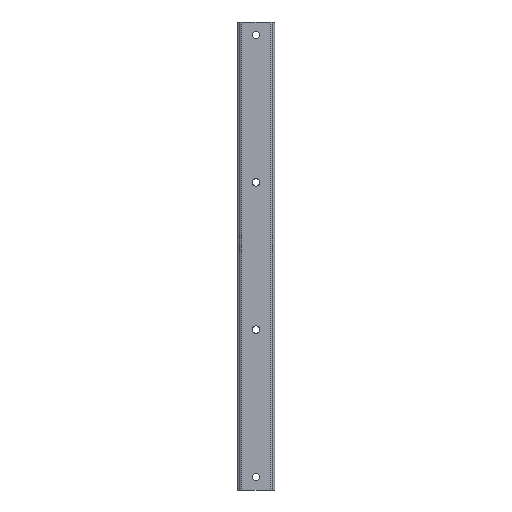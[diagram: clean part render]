
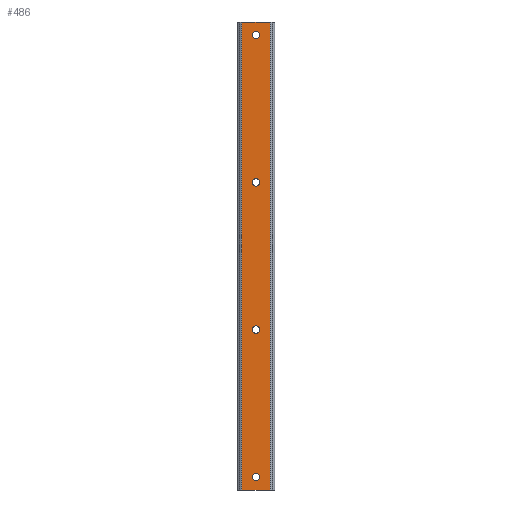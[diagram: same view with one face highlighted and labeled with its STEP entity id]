
A CAD part, front view. The second image highlights one B-rep face of the part: STEP entity #486.
In plain terms, the highlighted planar face has unit normal (0, -1, 0).
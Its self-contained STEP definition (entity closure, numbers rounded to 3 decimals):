
#9 = CARTESIAN_POINT ( 'NONE',  ( -12., 10., 198.5 ) ) ;
#27 = DIRECTION ( 'NONE',  ( 0., 0., -1. ) ) ;
#34 = CARTESIAN_POINT ( 'NONE',  ( 0., 10., 59.25 ) ) ;
#39 = VECTOR ( 'NONE', #27, 1000. ) ;
#50 = VERTEX_POINT ( 'NONE', #830 ) ;
#58 = DIRECTION ( 'NONE',  ( 0., 0., 1. ) ) ;
#79 = FACE_OUTER_BOUND ( 'NONE', #944, .T. ) ;
#94 = CARTESIAN_POINT ( 'NONE',  ( -12., 10., -198.5 ) ) ;
#118 = CARTESIAN_POINT ( 'NONE',  ( 0., 10., -187.5 ) ) ;
#122 = LINE ( 'NONE', #1556, #1282 ) ;
#124 = DIRECTION ( 'NONE',  ( 0., 1., 0. ) ) ;
#126 = VERTEX_POINT ( 'NONE', #1081 ) ;
#178 = CARTESIAN_POINT ( 'NONE',  ( 0., 10., 65.75 ) ) ;
#195 = DIRECTION ( 'NONE',  ( 0., 0., 1. ) ) ;
#197 = DIRECTION ( 'NONE',  ( 0., 0., 1. ) ) ;
#200 = EDGE_CURVE ( 'NONE', #50, #1512, #504, .T. ) ;
#208 = DIRECTION ( 'NONE',  ( 0., 1., 0. ) ) ;
#211 = AXIS2_PLACEMENT_3D ( 'NONE', #435, #1412, #687 ) ;
#225 = CIRCLE ( 'NONE', #818, 3.25 ) ;
#229 = FACE_BOUND ( 'NONE', #796, .T. ) ;
#267 = VECTOR ( 'NONE', #935, 1000. ) ;
#293 = CARTESIAN_POINT ( 'NONE',  ( 12., 10., 198.5 ) ) ;
#307 = CARTESIAN_POINT ( 'NONE',  ( 0., 10., -62.5 ) ) ;
#323 = FACE_BOUND ( 'NONE', #834, .T. ) ;
#350 = CARTESIAN_POINT ( 'NONE',  ( 12., 10., -198.5 ) ) ;
#360 = ORIENTED_EDGE ( 'NONE', *, *, #693, .T. ) ;
#366 = LINE ( 'NONE', #9, #39 ) ;
#415 = EDGE_CURVE ( 'NONE', #1233, #1244, #1196, .T. ) ;
#430 = AXIS2_PLACEMENT_3D ( 'NONE', #118, #1478, #597 ) ;
#435 = CARTESIAN_POINT ( 'NONE',  ( 12.268, 10., 198.5 ) ) ;
#438 = DIRECTION ( 'NONE',  ( 0., 0., 1. ) ) ;
#450 = DIRECTION ( 'NONE',  ( 0., 1., 0. ) ) ;
#462 = VERTEX_POINT ( 'NONE', #178 ) ;
#473 = EDGE_CURVE ( 'NONE', #979, #1244, #847, .T. ) ;
#486 = ADVANCED_FACE ( 'NONE', ( #775, #229, #323, #1103, #79 ), #553, .F. ) ;
#504 = CIRCLE ( 'NONE', #430, 3.25 ) ;
#539 = ORIENTED_EDGE ( 'NONE', *, *, #1213, .T. ) ;
#553 = PLANE ( 'NONE',  #211 ) ;
#575 = DIRECTION ( 'NONE',  ( 0., 0., 1. ) ) ;
#578 = DIRECTION ( 'NONE',  ( 0., 0., 1. ) ) ;
#585 = DIRECTION ( 'NONE',  ( 0., 0., 1. ) ) ;
#595 = CARTESIAN_POINT ( 'NONE',  ( -12., 10., 198.5 ) ) ;
#597 = DIRECTION ( 'NONE',  ( 0., 0., 1. ) ) ;
#622 = ORIENTED_EDGE ( 'NONE', *, *, #1117, .T. ) ;
#647 = VERTEX_POINT ( 'NONE', #1405 ) ;
#663 = ORIENTED_EDGE ( 'NONE', *, *, #739, .T. ) ;
#675 = DIRECTION ( 'NONE',  ( 0., 1., 0. ) ) ;
#687 = DIRECTION ( 'NONE',  ( -1., 0., 0. ) ) ;
#692 = EDGE_CURVE ( 'NONE', #126, #765, #1323, .T. ) ;
#693 = EDGE_CURVE ( 'NONE', #1197, #647, #1341, .T. ) ;
#698 = CARTESIAN_POINT ( 'NONE',  ( 0., 10., 62.5 ) ) ;
#704 = CARTESIAN_POINT ( 'NONE',  ( 0., 10., -62.5 ) ) ;
#713 = EDGE_CURVE ( 'NONE', #462, #1528, #1375, .T. ) ;
#739 = EDGE_CURVE ( 'NONE', #743, #979, #122, .T. ) ;
#743 = VERTEX_POINT ( 'NONE', #94 ) ;
#758 = ORIENTED_EDGE ( 'NONE', *, *, #692, .T. ) ;
#765 = VERTEX_POINT ( 'NONE', #1433 ) ;
#775 = FACE_BOUND ( 'NONE', #972, .T. ) ;
#785 = CIRCLE ( 'NONE', #826, 3.25 ) ;
#796 = EDGE_LOOP ( 'NONE', ( #622, #360 ) ) ;
#799 = DIRECTION ( 'NONE',  ( 0., 1., 0. ) ) ;
#817 = DIRECTION ( 'NONE',  ( 1., 0., 0. ) ) ;
#818 = AXIS2_PLACEMENT_3D ( 'NONE', #950, #208, #575 ) ;
#826 = AXIS2_PLACEMENT_3D ( 'NONE', #1287, #675, #58 ) ;
#830 = CARTESIAN_POINT ( 'NONE',  ( 0., 10., -184.25 ) ) ;
#834 = EDGE_LOOP ( 'NONE', ( #1557, #539 ) ) ;
#847 = LINE ( 'NONE', #293, #1429 ) ;
#872 = AXIS2_PLACEMENT_3D ( 'NONE', #1416, #799, #197 ) ;
#887 = CIRCLE ( 'NONE', #900, 3.25 ) ;
#900 = AXIS2_PLACEMENT_3D ( 'NONE', #1100, #124, #1459 ) ;
#917 = EDGE_LOOP ( 'NONE', ( #758, #962 ) ) ;
#932 = ORIENTED_EDGE ( 'NONE', *, *, #1584, .T. ) ;
#935 = DIRECTION ( 'NONE',  ( 1., 0., 0. ) ) ;
#944 = EDGE_LOOP ( 'NONE', ( #663, #1568, #1363, #973 ) ) ;
#950 = CARTESIAN_POINT ( 'NONE',  ( 0., 10., 187.5 ) ) ;
#962 = ORIENTED_EDGE ( 'NONE', *, *, #1187, .T. ) ;
#972 = EDGE_LOOP ( 'NONE', ( #1506, #932 ) ) ;
#973 = ORIENTED_EDGE ( 'NONE', *, *, #1383, .T. ) ;
#979 = VERTEX_POINT ( 'NONE', #350 ) ;
#1000 = CIRCLE ( 'NONE', #1508, 3.25 ) ;
#1016 = AXIS2_PLACEMENT_3D ( 'NONE', #698, #1084, #585 ) ;
#1081 = CARTESIAN_POINT ( 'NONE',  ( 0., 10., 190.75 ) ) ;
#1084 = DIRECTION ( 'NONE',  ( 0., 1., 0. ) ) ;
#1100 = CARTESIAN_POINT ( 'NONE',  ( 0., 10., 62.5 ) ) ;
#1103 = FACE_BOUND ( 'NONE', #917, .T. ) ;
#1117 = EDGE_CURVE ( 'NONE', #647, #1197, #1000, .T. ) ;
#1174 = DIRECTION ( 'NONE',  ( 0., 1., 0. ) ) ;
#1187 = EDGE_CURVE ( 'NONE', #765, #126, #225, .T. ) ;
#1196 = LINE ( 'NONE', #1431, #267 ) ;
#1197 = VERTEX_POINT ( 'NONE', #1444 ) ;
#1213 = EDGE_CURVE ( 'NONE', #1528, #462, #887, .T. ) ;
#1233 = VERTEX_POINT ( 'NONE', #595 ) ;
#1244 = VERTEX_POINT ( 'NONE', #1342 ) ;
#1282 = VECTOR ( 'NONE', #817, 1000. ) ;
#1287 = CARTESIAN_POINT ( 'NONE',  ( 0., 10., -187.5 ) ) ;
#1323 = CIRCLE ( 'NONE', #872, 3.25 ) ;
#1341 = CIRCLE ( 'NONE', #1453, 3.25 ) ;
#1342 = CARTESIAN_POINT ( 'NONE',  ( 12., 10., 198.5 ) ) ;
#1363 = ORIENTED_EDGE ( 'NONE', *, *, #415, .F. ) ;
#1375 = CIRCLE ( 'NONE', #1016, 3.25 ) ;
#1383 = EDGE_CURVE ( 'NONE', #1233, #743, #366, .T. ) ;
#1405 = CARTESIAN_POINT ( 'NONE',  ( 0., 10., -59.25 ) ) ;
#1412 = DIRECTION ( 'NONE',  ( 0., 1., 0. ) ) ;
#1416 = CARTESIAN_POINT ( 'NONE',  ( 0., 10., 187.5 ) ) ;
#1429 = VECTOR ( 'NONE', #195, 1000. ) ;
#1431 = CARTESIAN_POINT ( 'NONE',  ( 12.268, 10., 198.5 ) ) ;
#1433 = CARTESIAN_POINT ( 'NONE',  ( 0., 10., 184.25 ) ) ;
#1444 = CARTESIAN_POINT ( 'NONE',  ( 0., 10., -65.75 ) ) ;
#1453 = AXIS2_PLACEMENT_3D ( 'NONE', #307, #1174, #438 ) ;
#1459 = DIRECTION ( 'NONE',  ( 0., 0., 1. ) ) ;
#1478 = DIRECTION ( 'NONE',  ( 0., 1., 0. ) ) ;
#1506 = ORIENTED_EDGE ( 'NONE', *, *, #200, .T. ) ;
#1508 = AXIS2_PLACEMENT_3D ( 'NONE', #704, #450, #578 ) ;
#1512 = VERTEX_POINT ( 'NONE', #1521 ) ;
#1521 = CARTESIAN_POINT ( 'NONE',  ( 0., 10., -190.75 ) ) ;
#1528 = VERTEX_POINT ( 'NONE', #34 ) ;
#1556 = CARTESIAN_POINT ( 'NONE',  ( 12.268, 10., -198.5 ) ) ;
#1557 = ORIENTED_EDGE ( 'NONE', *, *, #713, .T. ) ;
#1568 = ORIENTED_EDGE ( 'NONE', *, *, #473, .T. ) ;
#1584 = EDGE_CURVE ( 'NONE', #1512, #50, #785, .T. ) ;
